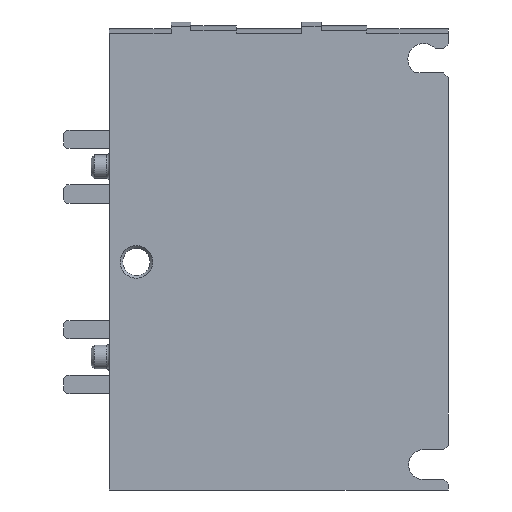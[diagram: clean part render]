
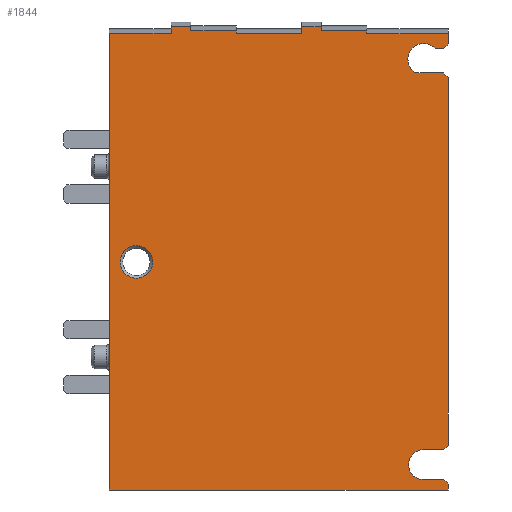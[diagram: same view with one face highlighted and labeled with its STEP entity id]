
A CAD part, left-side view. The second image highlights one B-rep face of the part: STEP entity #1844.
In plain terms, the highlighted planar face has unit normal (-1, 0, 0).
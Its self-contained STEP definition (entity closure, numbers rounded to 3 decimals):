
#44=LINE('',#2430,#182);
#63=LINE('',#2473,#201);
#64=LINE('',#2476,#202);
#65=LINE('',#2480,#203);
#66=LINE('',#2482,#204);
#67=LINE('',#2484,#205);
#68=LINE('',#2486,#206);
#69=LINE('',#2488,#207);
#70=LINE('',#2492,#208);
#71=LINE('',#2494,#209);
#72=LINE('',#2496,#210);
#73=LINE('',#2498,#211);
#74=LINE('',#2500,#212);
#75=LINE('',#2502,#213);
#76=LINE('',#2504,#214);
#77=LINE('',#2506,#215);
#78=LINE('',#2508,#216);
#79=LINE('',#2510,#217);
#80=LINE('',#2512,#218);
#81=LINE('',#2514,#219);
#82=LINE('',#2516,#220);
#83=LINE('',#2518,#221);
#84=LINE('',#2520,#222);
#85=LINE('',#2522,#223);
#86=LINE('',#2523,#224);
#87=LINE('',#2525,#225);
#182=VECTOR('',#2054,1000.);
#201=VECTOR('',#2079,1000.);
#202=VECTOR('',#2080,1000.);
#203=VECTOR('',#2083,1000.);
#204=VECTOR('',#2084,1000.);
#205=VECTOR('',#2085,1000.);
#206=VECTOR('',#2086,1000.);
#207=VECTOR('',#2087,1000.);
#208=VECTOR('',#2090,1000.);
#209=VECTOR('',#2091,1000.);
#210=VECTOR('',#2092,1000.);
#211=VECTOR('',#2093,1000.);
#212=VECTOR('',#2094,1000.);
#213=VECTOR('',#2095,1000.);
#214=VECTOR('',#2096,1000.);
#215=VECTOR('',#2097,1000.);
#216=VECTOR('',#2098,1000.);
#217=VECTOR('',#2099,1000.);
#218=VECTOR('',#2100,1000.);
#219=VECTOR('',#2101,1000.);
#220=VECTOR('',#2102,1000.);
#221=VECTOR('',#2103,1000.);
#222=VECTOR('',#2104,1000.);
#223=VECTOR('',#2105,1000.);
#224=VECTOR('',#2106,1000.);
#225=VECTOR('',#2107,1000.);
#342=ORIENTED_EDGE('',*,*,#698,.F.);
#343=ORIENTED_EDGE('',*,*,#699,.T.);
#344=ORIENTED_EDGE('',*,*,#700,.T.);
#345=ORIENTED_EDGE('',*,*,#701,.T.);
#346=ORIENTED_EDGE('',*,*,#702,.T.);
#347=ORIENTED_EDGE('',*,*,#703,.T.);
#348=ORIENTED_EDGE('',*,*,#704,.T.);
#349=ORIENTED_EDGE('',*,*,#705,.T.);
#350=ORIENTED_EDGE('',*,*,#706,.T.);
#351=ORIENTED_EDGE('',*,*,#707,.T.);
#352=ORIENTED_EDGE('',*,*,#708,.T.);
#353=ORIENTED_EDGE('',*,*,#709,.T.);
#354=ORIENTED_EDGE('',*,*,#710,.T.);
#355=ORIENTED_EDGE('',*,*,#711,.F.);
#356=ORIENTED_EDGE('',*,*,#712,.T.);
#357=ORIENTED_EDGE('',*,*,#713,.T.);
#358=ORIENTED_EDGE('',*,*,#714,.T.);
#359=ORIENTED_EDGE('',*,*,#715,.F.);
#360=ORIENTED_EDGE('',*,*,#716,.F.);
#361=ORIENTED_EDGE('',*,*,#717,.F.);
#362=ORIENTED_EDGE('',*,*,#718,.T.);
#363=ORIENTED_EDGE('',*,*,#719,.T.);
#364=ORIENTED_EDGE('',*,*,#720,.T.);
#365=ORIENTED_EDGE('',*,*,#721,.F.);
#366=ORIENTED_EDGE('',*,*,#722,.F.);
#367=ORIENTED_EDGE('',*,*,#723,.F.);
#368=ORIENTED_EDGE('',*,*,#678,.F.);
#369=ORIENTED_EDGE('',*,*,#724,.T.);
#370=ORIENTED_EDGE('',*,*,#725,.T.);
#678=EDGE_CURVE('',#856,#857,#44,.T.);
#698=EDGE_CURVE('',#876,#876,#983,.T.);
#699=EDGE_CURVE('',#877,#878,#63,.T.);
#700=EDGE_CURVE('',#878,#879,#64,.T.);
#701=EDGE_CURVE('',#879,#880,#984,.T.);
#702=EDGE_CURVE('',#880,#881,#65,.T.);
#703=EDGE_CURVE('',#881,#882,#66,.T.);
#704=EDGE_CURVE('',#882,#883,#67,.T.);
#705=EDGE_CURVE('',#883,#884,#68,.T.);
#706=EDGE_CURVE('',#884,#885,#69,.T.);
#707=EDGE_CURVE('',#885,#886,#985,.T.);
#708=EDGE_CURVE('',#886,#887,#70,.T.);
#709=EDGE_CURVE('',#887,#888,#71,.T.);
#710=EDGE_CURVE('',#888,#889,#72,.T.);
#711=EDGE_CURVE('',#890,#889,#73,.T.);
#712=EDGE_CURVE('',#890,#891,#74,.T.);
#713=EDGE_CURVE('',#891,#892,#75,.T.);
#714=EDGE_CURVE('',#892,#893,#76,.T.);
#715=EDGE_CURVE('',#894,#893,#77,.T.);
#716=EDGE_CURVE('',#895,#894,#78,.T.);
#717=EDGE_CURVE('',#896,#895,#79,.T.);
#718=EDGE_CURVE('',#896,#897,#80,.T.);
#719=EDGE_CURVE('',#897,#898,#81,.T.);
#720=EDGE_CURVE('',#898,#899,#82,.T.);
#721=EDGE_CURVE('',#900,#899,#83,.T.);
#722=EDGE_CURVE('',#901,#900,#84,.T.);
#723=EDGE_CURVE('',#857,#901,#85,.T.);
#724=EDGE_CURVE('',#856,#902,#86,.T.);
#725=EDGE_CURVE('',#902,#877,#87,.T.);
#856=VERTEX_POINT('',#2431);
#857=VERTEX_POINT('',#2432);
#876=VERTEX_POINT('',#2472);
#877=VERTEX_POINT('',#2474);
#878=VERTEX_POINT('',#2475);
#879=VERTEX_POINT('',#2477);
#880=VERTEX_POINT('',#2479);
#881=VERTEX_POINT('',#2481);
#882=VERTEX_POINT('',#2483);
#883=VERTEX_POINT('',#2485);
#884=VERTEX_POINT('',#2487);
#885=VERTEX_POINT('',#2489);
#886=VERTEX_POINT('',#2491);
#887=VERTEX_POINT('',#2493);
#888=VERTEX_POINT('',#2495);
#889=VERTEX_POINT('',#2497);
#890=VERTEX_POINT('',#2499);
#891=VERTEX_POINT('',#2501);
#892=VERTEX_POINT('',#2503);
#893=VERTEX_POINT('',#2505);
#894=VERTEX_POINT('',#2507);
#895=VERTEX_POINT('',#2509);
#896=VERTEX_POINT('',#2511);
#897=VERTEX_POINT('',#2513);
#898=VERTEX_POINT('',#2515);
#899=VERTEX_POINT('',#2517);
#900=VERTEX_POINT('',#2519);
#901=VERTEX_POINT('',#2521);
#902=VERTEX_POINT('',#2524);
#983=CIRCLE('',#1932,2.5);
#984=CIRCLE('',#1933,2.3);
#985=CIRCLE('',#1934,2.4);
#1027=EDGE_LOOP('',(#342));
#1028=EDGE_LOOP('',(#343,#344,#345,#346,#347,#348,#349,#350,#351,#352,#353,
#354,#355,#356,#357,#358,#359,#360,#361,#362,#363,#364,#365,#366,#367,#368,
#369,#370));
#1133=FACE_BOUND('',#1027,.T.);
#1134=FACE_BOUND('',#1028,.T.);
#1233=PLANE('',#1931);
#1844=ADVANCED_FACE('',(#1133,#1134),#1233,.F.);
#1931=AXIS2_PLACEMENT_3D('',#2470,#2075,#2076);
#1932=AXIS2_PLACEMENT_3D('',#2471,#2077,#2078);
#1933=AXIS2_PLACEMENT_3D('',#2478,#2081,#2082);
#1934=AXIS2_PLACEMENT_3D('',#2490,#2088,#2089);
#2054=DIRECTION('',(0.,0.,1.));
#2075=DIRECTION('',(1.,0.,0.));
#2076=DIRECTION('',(0.,0.,-1.));
#2077=DIRECTION('',(-1.,0.,0.));
#2078=DIRECTION('',(0.,0.,1.));
#2079=DIRECTION('',(0.,0.707,0.707));
#2080=DIRECTION('',(0.,1.,0.));
#2081=DIRECTION('',(1.,0.,0.));
#2082=DIRECTION('',(0.,0.,-1.));
#2083=DIRECTION('',(0.,-1.,0.));
#2084=DIRECTION('',(0.,-0.707,0.707));
#2085=DIRECTION('',(0.,0.,1.));
#2086=DIRECTION('',(0.,0.707,0.707));
#2087=DIRECTION('',(0.,1.,0.));
#2088=DIRECTION('',(1.,0.,0.));
#2089=DIRECTION('',(0.,0.,-1.));
#2090=DIRECTION('',(0.,-1.,0.));
#2091=DIRECTION('',(0.,-0.707,0.707));
#2092=DIRECTION('',(0.,0.,1.));
#2093=DIRECTION('',(0.,-1.,0.));
#2094=DIRECTION('',(0.,0.,1.));
#2095=DIRECTION('',(0.,1.,0.));
#2096=DIRECTION('',(0.,0.,1.));
#2097=DIRECTION('',(0.,-1.,0.));
#2098=DIRECTION('',(0.,0.,1.));
#2099=DIRECTION('',(0.,-1.,0.));
#2100=DIRECTION('',(0.,0.,1.));
#2101=DIRECTION('',(0.,1.,0.));
#2102=DIRECTION('',(0.,0.,1.));
#2103=DIRECTION('',(0.,-1.,0.));
#2104=DIRECTION('',(0.,0.,1.));
#2105=DIRECTION('',(0.,-1.,0.));
#2106=DIRECTION('',(0.,-1.,0.));
#2107=DIRECTION('',(0.,0.,1.));
#2430=CARTESIAN_POINT('',(-5.,52.,-35.));
#2431=CARTESIAN_POINT('',(-5.,52.,-35.));
#2432=CARTESIAN_POINT('',(-5.,52.,35.024));
#2470=CARTESIAN_POINT('',(-5.,52.,-35.));
#2471=CARTESIAN_POINT('',(-5.,47.85,0.));
#2472=CARTESIAN_POINT('',(-5.,47.85,2.5));
#2473=CARTESIAN_POINT('',(-5.,0.,-34.1));
#2474=CARTESIAN_POINT('',(-5.,0.,-34.1));
#2475=CARTESIAN_POINT('',(-5.,0.7,-33.4));
#2476=CARTESIAN_POINT('',(-5.,0.7,-33.4));
#2477=CARTESIAN_POINT('',(-5.,3.8,-33.4));
#2478=CARTESIAN_POINT('',(-5.,3.8,-31.1));
#2479=CARTESIAN_POINT('',(-5.,3.8,-28.8));
#2480=CARTESIAN_POINT('',(-5.,3.8,-28.8));
#2481=CARTESIAN_POINT('',(-5.,0.7,-28.8));
#2482=CARTESIAN_POINT('',(-5.,0.7,-28.8));
#2483=CARTESIAN_POINT('',(-5.,0.,-28.1));
#2484=CARTESIAN_POINT('',(-5.,0.,-35.));
#2485=CARTESIAN_POINT('',(-5.,0.,28.25));
#2486=CARTESIAN_POINT('',(-5.,0.,28.25));
#2487=CARTESIAN_POINT('',(-5.,0.75,29.));
#2488=CARTESIAN_POINT('',(-5.,0.75,29.));
#2489=CARTESIAN_POINT('',(-5.,4.962,29.));
#2490=CARTESIAN_POINT('',(-5.,3.8,31.1));
#2491=CARTESIAN_POINT('',(-5.,2.011,32.7));
#2492=CARTESIAN_POINT('',(-5.,2.011,32.7));
#2493=CARTESIAN_POINT('',(-5.,0.75,32.7));
#2494=CARTESIAN_POINT('',(-5.,0.75,32.7));
#2495=CARTESIAN_POINT('',(-5.,0.,33.45));
#2496=CARTESIAN_POINT('',(-5.,0.,-35.));
#2497=CARTESIAN_POINT('',(-5.,0.,35.024));
#2498=CARTESIAN_POINT('',(-5.,52.,35.024));
#2499=CARTESIAN_POINT('',(-5.,12.5,35.024));
#2500=CARTESIAN_POINT('',(-5.,12.5,34.));
#2501=CARTESIAN_POINT('',(-5.,12.5,35.443));
#2502=CARTESIAN_POINT('',(-5.,12.5,35.443));
#2503=CARTESIAN_POINT('',(-5.,19.5,35.443));
#2504=CARTESIAN_POINT('',(-5.,19.5,33.6));
#2505=CARTESIAN_POINT('',(-5.,19.5,36.071));
#2506=CARTESIAN_POINT('',(-5.,22.5,36.071));
#2507=CARTESIAN_POINT('',(-5.,22.5,36.071));
#2508=CARTESIAN_POINT('',(-5.,22.5,33.6));
#2509=CARTESIAN_POINT('',(-5.,22.5,35.024));
#2510=CARTESIAN_POINT('',(-5.,52.,35.024));
#2511=CARTESIAN_POINT('',(-5.,32.5,35.024));
#2512=CARTESIAN_POINT('',(-5.,32.5,34.));
#2513=CARTESIAN_POINT('',(-5.,32.5,35.443));
#2514=CARTESIAN_POINT('',(-5.,32.5,35.443));
#2515=CARTESIAN_POINT('',(-5.,39.5,35.443));
#2516=CARTESIAN_POINT('',(-5.,39.5,33.6));
#2517=CARTESIAN_POINT('',(-5.,39.5,36.071));
#2518=CARTESIAN_POINT('',(-5.,42.5,36.071));
#2519=CARTESIAN_POINT('',(-5.,42.5,36.071));
#2520=CARTESIAN_POINT('',(-5.,42.5,33.6));
#2521=CARTESIAN_POINT('',(-5.,42.5,35.024));
#2522=CARTESIAN_POINT('',(-5.,52.,35.024));
#2523=CARTESIAN_POINT('',(-5.,52.,-35.));
#2524=CARTESIAN_POINT('',(-5.,0.,-35.));
#2525=CARTESIAN_POINT('',(-5.,0.,-35.));
